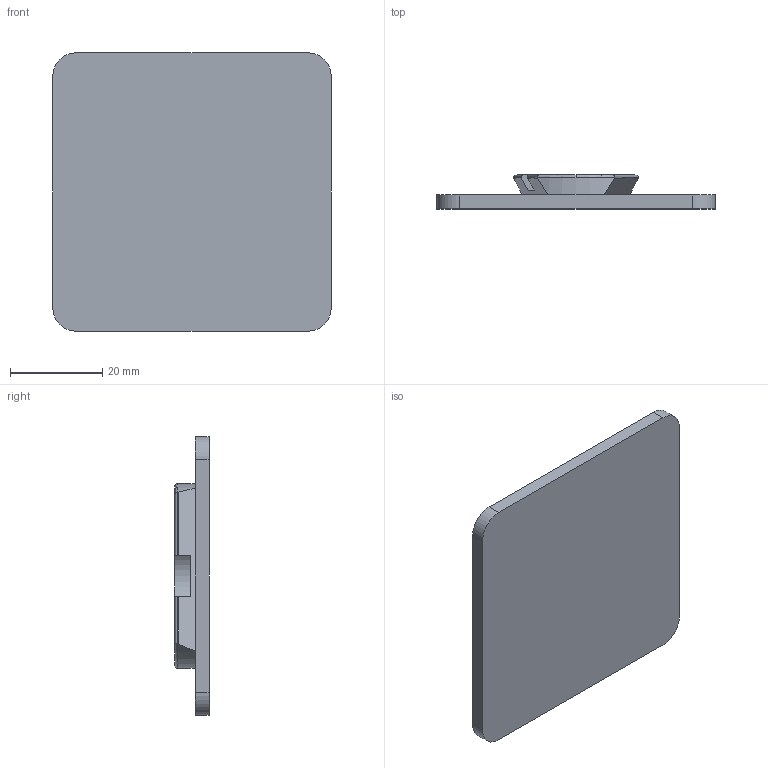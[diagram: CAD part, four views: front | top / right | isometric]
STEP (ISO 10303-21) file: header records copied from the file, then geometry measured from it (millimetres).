
FILE_DESCRIPTION (( 'STEP AP214' ), '1' );
FILE_NAME ('DW3_tablet_holder.STEP', '2024-01-28T21:39:47', ( '' ), ( '' ), 'SwSTEP 2.0', 'SolidWorks 2018', '' );
FILE_SCHEMA (( 'AUTOMOTIVE_DESIGN' ));
Length unit declared in the file: millimetre
Products named in the file (1): DW3_tablet_holder
Bounding box: 60.33 x 7.4 x 60.33 mm (x, y, z)
Volume: 13514.5 mm3; surface area: 8706 mm2
Topology: 1 solids, 1 shells, 34 faces, 86 edges, 56 vertices
Faces by surface type: cylinder 16, plane 13, torus 3, cone 2
Entity records: 1077 total; most frequent: CARTESIAN_POINT 233, ORIENTED_EDGE 172, DIRECTION 169, EDGE_CURVE 86, AXIS2_PLACEMENT_3D 64, VERTEX_POINT 56, LINE 41, VECTOR 41
